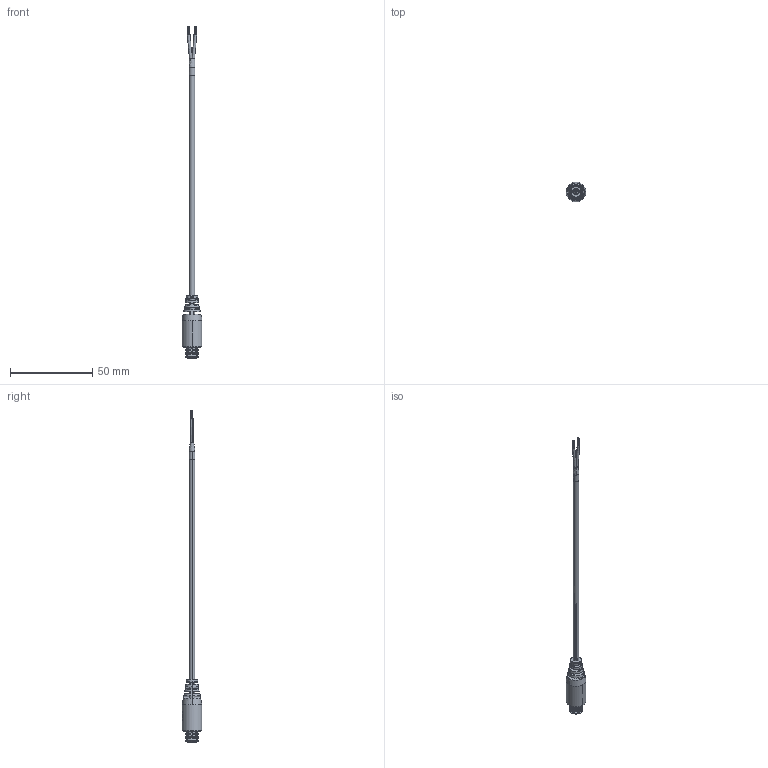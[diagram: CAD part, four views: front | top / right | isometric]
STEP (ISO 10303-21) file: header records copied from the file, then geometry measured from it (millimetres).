
FILE_DESCRIPTION (( 'STEP AP203' ), '1' );
FILE_NAME ('10-03319_revA.STEP', '2019-06-28T20:38:38', ( '' ), ( '' ), 'SwSTEP 2.0', 'SolidWorks 2015', '' );
FILE_SCHEMA (( 'CONFIG_CONTROL_DESIGN' ));
Length unit declared in the file: millimetre
Products named in the file (8): 50-00617 shell; 50-00617; 30-00004_stripped and tinned; 50-00617 insulator; 24-00295; 50-00617 ground terminal; 10-03319_revA; 50-00617 center terminal
Assembly tree (7 placements, depth 3):
  10-03319_revA
    30-00004_stripped and tinned
    24-00295
    50-00617
      50-00617 insulator
      50-00617 ground terminal
      50-00617 center terminal
      50-00617 shell
Bounding box: 12 x 12 x 201.6 mm (x, y, z)
Volume: 4413.8 mm3; surface area: 13787.3 mm2
Topology: 174 solids, 174 shells, 978 faces, 1763 edges, 1151 vertices
Faces by surface type: cylinder 408, plane 399, bspline 94, cone 41, torus 32, sphere 4
Entity records: 28124 total; most frequent: CARTESIAN_POINT 8216, DIRECTION 4232, ORIENTED_EDGE 3518, AXIS2_PLACEMENT_3D 1863, EDGE_CURVE 1759, VERTEX_POINT 1151, EDGE_LOOP 1014, FACE_OUTER_BOUND 978
